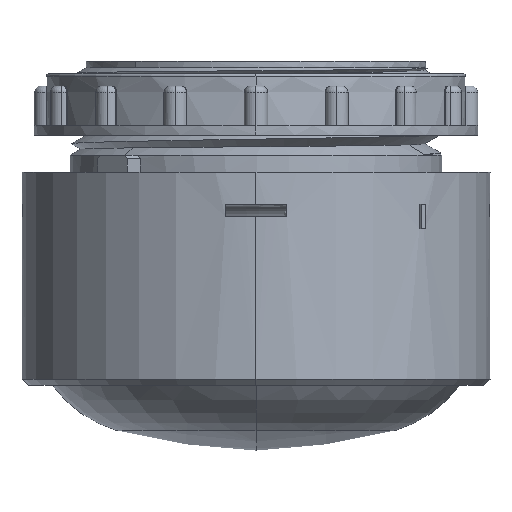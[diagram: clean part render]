
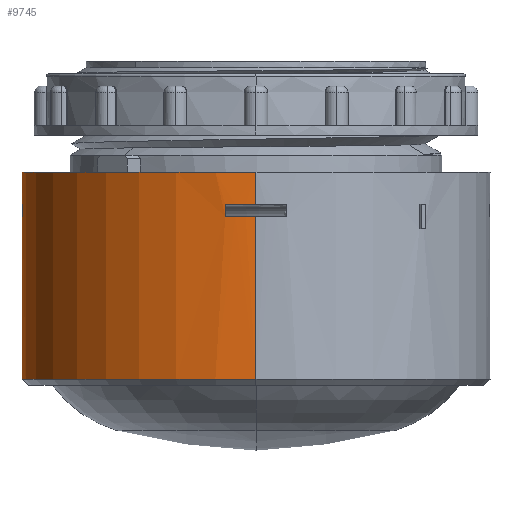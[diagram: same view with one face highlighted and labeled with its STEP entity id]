
A CAD part, left-side view. The second image highlights one B-rep face of the part: STEP entity #9745.
In plain terms, the highlighted cylindrical face has radius 19 mm (diameter 38 mm), a partial arc.
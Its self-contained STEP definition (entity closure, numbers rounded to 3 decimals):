
#314 = DIRECTION ( 'NONE',  ( 0., 0., 1. ) ) ;
#337 = LINE ( 'NONE', #13693, #9251 ) ;
#587 = DIRECTION ( 'NONE',  ( -0.707, 0.707, 0. ) ) ;
#670 = LINE ( 'NONE', #13483, #16896 ) ;
#684 = EDGE_LOOP ( 'NONE', ( #8832, #4124, #9915, #8070 ) ) ;
#943 = CARTESIAN_POINT ( 'NONE',  ( -13.397, 5.887, 77.986 ) ) ;
#1002 = CIRCLE ( 'NONE', #8184, 19. ) ;
#1367 = CARTESIAN_POINT ( 'NONE',  ( -11.847, 24.824, 91.186 ) ) ;
#1703 = CARTESIAN_POINT ( 'NONE',  ( -32.397, 5.887, 77.986 ) ) ;
#1718 = CARTESIAN_POINT ( 'NONE',  ( -13.397, 5.887, 91.186 ) ) ;
#1810 = CARTESIAN_POINT ( 'NONE',  ( -32.397, 5.887, 91.186 ) ) ;
#1981 = VERTEX_POINT ( 'NONE', #15873 ) ;
#2356 = VECTOR ( 'NONE', #11314, 1000. ) ;
#2516 = AXIS2_PLACEMENT_3D ( 'NONE', #15876, #10583, #6330 ) ;
#2620 = LINE ( 'NONE', #1367, #10878 ) ;
#2680 = DIRECTION ( 'NONE',  ( 1., 0., 0. ) ) ;
#2709 = VECTOR ( 'NONE', #14219, 1000. ) ;
#2964 = EDGE_CURVE ( 'NONE', #4573, #15803, #17956, .T. ) ;
#3090 = EDGE_CURVE ( 'NONE', #7566, #8245, #9327, .T. ) ;
#3526 = CARTESIAN_POINT ( 'NONE',  ( -32.232, 8.387, 91.186 ) ) ;
#3564 = DIRECTION ( 'NONE',  ( 0., 0., 1. ) ) ;
#3721 = EDGE_CURVE ( 'NONE', #9752, #14813, #13434, .T. ) ;
#3805 = LINE ( 'NONE', #4551, #2709 ) ;
#4124 = ORIENTED_EDGE ( 'NONE', *, *, #17248, .F. ) ;
#4214 = VECTOR ( 'NONE', #16344, 1000. ) ;
#4255 = CIRCLE ( 'NONE', #5612, 19. ) ;
#4268 = ORIENTED_EDGE ( 'NONE', *, *, #3721, .F. ) ;
#4533 = DIRECTION ( 'NONE',  ( 1., 0., 0. ) ) ;
#4551 = CARTESIAN_POINT ( 'NONE',  ( 5.603, 5.887, 92.186 ) ) ;
#4573 = VERTEX_POINT ( 'NONE', #13580 ) ;
#4912 = CARTESIAN_POINT ( 'NONE',  ( -11.847, 24.824, 91.186 ) ) ;
#5042 = EDGE_CURVE ( 'NONE', #10516, #16355, #17065, .T. ) ;
#5135 = DIRECTION ( 'NONE',  ( 0., 0., -1. ) ) ;
#5375 = CARTESIAN_POINT ( 'NONE',  ( 5.603, 5.887, 92.186 ) ) ;
#5433 = CARTESIAN_POINT ( 'NONE',  ( -32.397, 5.887, 94.786 ) ) ;
#5552 = DIRECTION ( 'NONE',  ( 0., 0., -1. ) ) ;
#5611 = DIRECTION ( 'NONE',  ( -0.707, 0.707, 0. ) ) ;
#5612 = AXIS2_PLACEMENT_3D ( 'NONE', #15766, #15829, #587 ) ;
#5746 = ORIENTED_EDGE ( 'NONE', *, *, #17579, .F. ) ;
#5985 = ORIENTED_EDGE ( 'NONE', *, *, #6006, .T. ) ;
#5999 = AXIS2_PLACEMENT_3D ( 'NONE', #12484, #12427, #6987 ) ;
#6006 = EDGE_CURVE ( 'NONE', #16763, #10059, #17472, .T. ) ;
#6330 = DIRECTION ( 'NONE',  ( -1., 0., 0. ) ) ;
#6393 = CARTESIAN_POINT ( 'NONE',  ( -32.397, 5.887, 92.186 ) ) ;
#6697 = EDGE_CURVE ( 'NONE', #12223, #16355, #7305, .T. ) ;
#6706 = CARTESIAN_POINT ( 'NONE',  ( 5.603, 5.887, 91.186 ) ) ;
#6780 = DIRECTION ( 'NONE',  ( 0., 0., 1. ) ) ;
#6851 = DIRECTION ( 'NONE',  ( -0.707, 0.707, 0. ) ) ;
#6987 = DIRECTION ( 'NONE',  ( 1., 0., 0. ) ) ;
#7011 = EDGE_CURVE ( 'NONE', #9752, #1981, #337, .T. ) ;
#7076 = ORIENTED_EDGE ( 'NONE', *, *, #6697, .F. ) ;
#7305 = CIRCLE ( 'NONE', #10732, 19. ) ;
#7426 = ORIENTED_EDGE ( 'NONE', *, *, #3090, .F. ) ;
#7566 = VERTEX_POINT ( 'NONE', #6706 ) ;
#7617 = CARTESIAN_POINT ( 'NONE',  ( -11.847, 24.824, 92.186 ) ) ;
#7825 = VECTOR ( 'NONE', #8499, 1000. ) ;
#8070 = ORIENTED_EDGE ( 'NONE', *, *, #17601, .F. ) ;
#8183 = CARTESIAN_POINT ( 'NONE',  ( -13.397, 5.887, 92.186 ) ) ;
#8184 = AXIS2_PLACEMENT_3D ( 'NONE', #8348, #17817, #2680 ) ;
#8245 = VERTEX_POINT ( 'NONE', #13239 ) ;
#8348 = CARTESIAN_POINT ( 'NONE',  ( -13.397, 5.887, 91.186 ) ) ;
#8499 = DIRECTION ( 'NONE',  ( 0., 0., 1. ) ) ;
#8642 = CARTESIAN_POINT ( 'NONE',  ( 5.603, 5.887, 92.186 ) ) ;
#8832 = ORIENTED_EDGE ( 'NONE', *, *, #12861, .T. ) ;
#9251 = VECTOR ( 'NONE', #13808, 1000. ) ;
#9327 = CIRCLE ( 'NONE', #5999, 19. ) ;
#9633 = ORIENTED_EDGE ( 'NONE', *, *, #17158, .T. ) ;
#9682 = DIRECTION ( 'NONE',  ( 0., 0., -1. ) ) ;
#9745 = ADVANCED_FACE ( 'NONE', ( #10905, #17175 ), #14383, .T. ) ;
#9752 = VERTEX_POINT ( 'NONE', #3526 ) ;
#9915 = ORIENTED_EDGE ( 'NONE', *, *, #2964, .F. ) ;
#10059 = VERTEX_POINT ( 'NONE', #1703 ) ;
#10222 = CARTESIAN_POINT ( 'NONE',  ( 5.437, 8.387, 92.186 ) ) ;
#10249 = ORIENTED_EDGE ( 'NONE', *, *, #7011, .T. ) ;
#10516 = VERTEX_POINT ( 'NONE', #13851 ) ;
#10583 = DIRECTION ( 'NONE',  ( 0., 0., -1. ) ) ;
#10717 = ORIENTED_EDGE ( 'NONE', *, *, #5042, .T. ) ;
#10732 = AXIS2_PLACEMENT_3D ( 'NONE', #16568, #9682, #6851 ) ;
#10756 = EDGE_CURVE ( 'NONE', #8245, #12223, #11983, .T. ) ;
#10871 = ORIENTED_EDGE ( 'NONE', *, *, #14244, .F. ) ;
#10878 = VECTOR ( 'NONE', #6780, 1000. ) ;
#10905 = FACE_BOUND ( 'NONE', #684, .T. ) ;
#11295 = EDGE_CURVE ( 'NONE', #10516, #14672, #17378, .T. ) ;
#11314 = DIRECTION ( 'NONE',  ( 0., 0., -1. ) ) ;
#11460 = DIRECTION ( 'NONE',  ( 0., 0., -1. ) ) ;
#11650 = VERTEX_POINT ( 'NONE', #4912 ) ;
#11983 = LINE ( 'NONE', #16293, #4214 ) ;
#12032 = DIRECTION ( 'NONE',  ( 0., 0., 1. ) ) ;
#12052 = CIRCLE ( 'NONE', #17079, 19. ) ;
#12097 = VECTOR ( 'NONE', #11460, 1000. ) ;
#12223 = VERTEX_POINT ( 'NONE', #10222 ) ;
#12427 = DIRECTION ( 'NONE',  ( 0., 0., 1. ) ) ;
#12484 = CARTESIAN_POINT ( 'NONE',  ( -13.397, 5.887, 91.186 ) ) ;
#12861 = EDGE_CURVE ( 'NONE', #11650, #13266, #2620, .T. ) ;
#13223 = AXIS2_PLACEMENT_3D ( 'NONE', #14775, #3564, #13276 ) ;
#13239 = CARTESIAN_POINT ( 'NONE',  ( 5.437, 8.387, 91.186 ) ) ;
#13266 = VERTEX_POINT ( 'NONE', #7617 ) ;
#13276 = DIRECTION ( 'NONE',  ( -0.707, 0.707, 0. ) ) ;
#13430 = VERTEX_POINT ( 'NONE', #6393 ) ;
#13434 = CIRCLE ( 'NONE', #15595, 19. ) ;
#13437 = LINE ( 'NONE', #17068, #2356 ) ;
#13483 = CARTESIAN_POINT ( 'NONE',  ( -32.397, 5.887, 92.186 ) ) ;
#13557 = CARTESIAN_POINT ( 'NONE',  ( -14.947, 24.824, 92.186 ) ) ;
#13580 = CARTESIAN_POINT ( 'NONE',  ( -14.947, 24.824, 91.186 ) ) ;
#13693 = CARTESIAN_POINT ( 'NONE',  ( -32.232, 8.387, 91.186 ) ) ;
#13808 = DIRECTION ( 'NONE',  ( 0., 0., 1. ) ) ;
#13851 = CARTESIAN_POINT ( 'NONE',  ( 5.603, 5.887, 94.786 ) ) ;
#13994 = EDGE_CURVE ( 'NONE', #14672, #13430, #670, .T. ) ;
#14001 = CARTESIAN_POINT ( 'NONE',  ( -14.947, 24.824, 91.186 ) ) ;
#14219 = DIRECTION ( 'NONE',  ( 0., 0., -1. ) ) ;
#14244 = EDGE_CURVE ( 'NONE', #14813, #10059, #13437, .T. ) ;
#14292 = AXIS2_PLACEMENT_3D ( 'NONE', #943, #12032, #17454 ) ;
#14383 = CYLINDRICAL_SURFACE ( 'NONE', #2516, 19. ) ;
#14487 = CARTESIAN_POINT ( 'NONE',  ( 5.603, 5.887, 77.986 ) ) ;
#14672 = VERTEX_POINT ( 'NONE', #5433 ) ;
#14775 = CARTESIAN_POINT ( 'NONE',  ( -13.397, 5.887, 94.786 ) ) ;
#14813 = VERTEX_POINT ( 'NONE', #1810 ) ;
#15595 = AXIS2_PLACEMENT_3D ( 'NONE', #1718, #314, #4533 ) ;
#15766 = CARTESIAN_POINT ( 'NONE',  ( -13.397, 5.887, 92.186 ) ) ;
#15803 = VERTEX_POINT ( 'NONE', #13557 ) ;
#15829 = DIRECTION ( 'NONE',  ( 0., 0., -1. ) ) ;
#15873 = CARTESIAN_POINT ( 'NONE',  ( -32.232, 8.387, 92.186 ) ) ;
#15876 = CARTESIAN_POINT ( 'NONE',  ( -13.397, 5.887, 92.186 ) ) ;
#16221 = ORIENTED_EDGE ( 'NONE', *, *, #13994, .F. ) ;
#16293 = CARTESIAN_POINT ( 'NONE',  ( 5.437, 8.387, 91.186 ) ) ;
#16324 = ORIENTED_EDGE ( 'NONE', *, *, #11295, .F. ) ;
#16344 = DIRECTION ( 'NONE',  ( 0., 0., 1. ) ) ;
#16351 = EDGE_LOOP ( 'NONE', ( #16324, #10717, #7076, #16621, #7426, #9633, #5985, #10871, #4268, #10249, #5746, #16221 ) ) ;
#16355 = VERTEX_POINT ( 'NONE', #5375 ) ;
#16568 = CARTESIAN_POINT ( 'NONE',  ( -13.397, 5.887, 92.186 ) ) ;
#16621 = ORIENTED_EDGE ( 'NONE', *, *, #10756, .F. ) ;
#16763 = VERTEX_POINT ( 'NONE', #14487 ) ;
#16896 = VECTOR ( 'NONE', #5135, 1000. ) ;
#17065 = LINE ( 'NONE', #8642, #12097 ) ;
#17068 = CARTESIAN_POINT ( 'NONE',  ( -32.397, 5.887, 92.186 ) ) ;
#17079 = AXIS2_PLACEMENT_3D ( 'NONE', #8183, #5552, #5611 ) ;
#17158 = EDGE_CURVE ( 'NONE', #7566, #16763, #3805, .T. ) ;
#17175 = FACE_OUTER_BOUND ( 'NONE', #16351, .T. ) ;
#17248 = EDGE_CURVE ( 'NONE', #15803, #13266, #4255, .T. ) ;
#17378 = CIRCLE ( 'NONE', #13223, 19. ) ;
#17454 = DIRECTION ( 'NONE',  ( 1., 0., 0. ) ) ;
#17472 = CIRCLE ( 'NONE', #14292, 19. ) ;
#17579 = EDGE_CURVE ( 'NONE', #13430, #1981, #12052, .T. ) ;
#17601 = EDGE_CURVE ( 'NONE', #11650, #4573, #1002, .T. ) ;
#17817 = DIRECTION ( 'NONE',  ( 0., 0., 1. ) ) ;
#17956 = LINE ( 'NONE', #14001, #7825 ) ;
